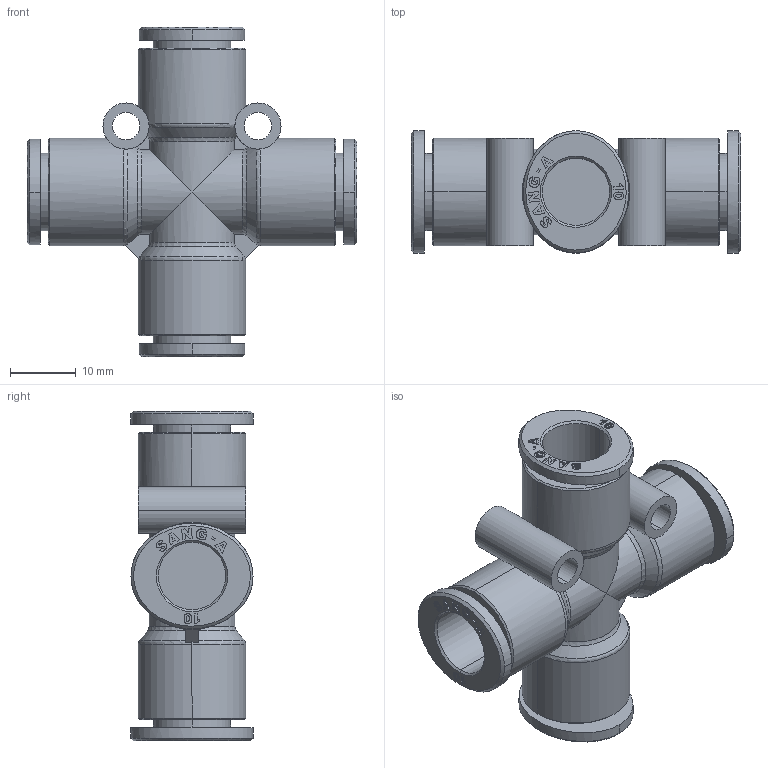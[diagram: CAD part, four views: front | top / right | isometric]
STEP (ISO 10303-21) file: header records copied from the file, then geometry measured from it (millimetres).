
FILE_DESCRIPTION((''),'2;1');
FILE_NAME('GPZA_10(3D).stp','2012-12-26T19:04:20',(''),(''),'Mechanical Desktop.R8.0.24.0','Mechanical Desktop.R8.0.24.0',', , ');
FILE_SCHEMA(('CONFIG_CONTROL_DESIGN'));
Length unit declared in the file: millimetre
Products named in the file (2): GPZA_10(3D); ºÎÇ°1
Assembly tree (1 placements, depth 2):
  GPZA_10(3D)
    ºÎÇ°1
Bounding box: 50 x 18.5 x 50 mm (x, y, z)
Volume: 10712.4 mm3; surface area: 9303.7 mm2
Topology: 1 solids, 1 shells, 1658 faces, 4774 edges, 3174 vertices
Faces by surface type: plane 1534, cylinder 44, bspline 40, cone 32, torus 8
Entity records: 55519 total; most frequent: CARTESIAN_POINT 12136, ORIENTED_EDGE 9548, DIRECTION 8026, EDGE_CURVE 4774, VECTOR 4490, LINE 4490, VERTEX_POINT 3174, AXIS2_PLACEMENT_3D 1768
